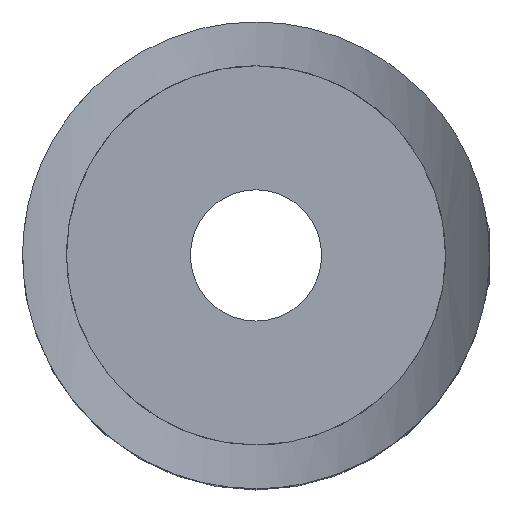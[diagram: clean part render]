
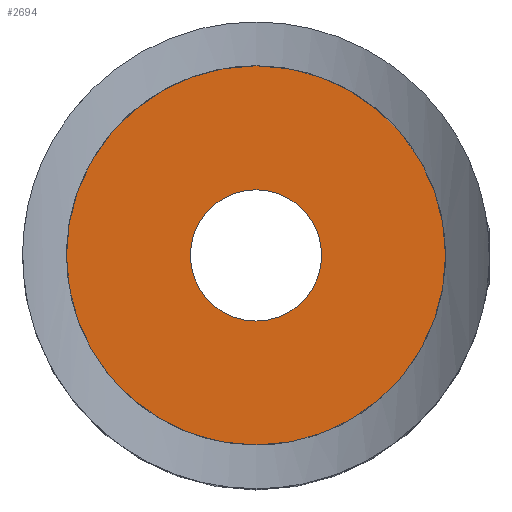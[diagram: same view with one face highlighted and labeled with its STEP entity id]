
A CAD part, top view. The second image highlights one B-rep face of the part: STEP entity #2694.
In plain terms, the highlighted planar face has unit normal (0, 0, 1).
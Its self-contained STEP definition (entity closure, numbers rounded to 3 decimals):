
#73 = CARTESIAN_POINT ( 'NONE',  ( 0., 0., -1.5 ) ) ;
#204 = CARTESIAN_POINT ( 'NONE',  ( 0., 4.5, -1.5 ) ) ;
#377 = DIRECTION ( 'NONE',  ( 0., 0., -1. ) ) ;
#454 = DIRECTION ( 'NONE',  ( 0., -1., 0. ) ) ;
#518 = FACE_OUTER_BOUND ( 'NONE', #2745, .T. ) ;
#561 = CIRCLE ( 'NONE', #2245, 13. ) ;
#611 = AXIS2_PLACEMENT_3D ( 'NONE', #1153, #2696, #1964 ) ;
#737 = EDGE_LOOP ( 'NONE', ( #2698, #1363 ) ) ;
#800 = AXIS2_PLACEMENT_3D ( 'NONE', #1765, #3306, #3289 ) ;
#863 = DIRECTION ( 'NONE',  ( 0., 1., 0. ) ) ;
#888 = EDGE_CURVE ( 'NONE', #2185, #3226, #1253, .T. ) ;
#993 = CARTESIAN_POINT ( 'NONE',  ( 0., 0., -1.5 ) ) ;
#999 = DIRECTION ( 'NONE',  ( 0., 1., 0. ) ) ;
#1026 = AXIS2_PLACEMENT_3D ( 'NONE', #1532, #1555, #999 ) ;
#1153 = CARTESIAN_POINT ( 'NONE',  ( 0., 0., -1.5 ) ) ;
#1253 = CIRCLE ( 'NONE', #1026, 13. ) ;
#1257 = VERTEX_POINT ( 'NONE', #1449 ) ;
#1363 = ORIENTED_EDGE ( 'NONE', *, *, #2603, .F. ) ;
#1391 = CARTESIAN_POINT ( 'NONE',  ( 0., -13., -1.5 ) ) ;
#1449 = CARTESIAN_POINT ( 'NONE',  ( 0., -4.5, -1.5 ) ) ;
#1532 = CARTESIAN_POINT ( 'NONE',  ( 0., 0., -1.5 ) ) ;
#1555 = DIRECTION ( 'NONE',  ( 0., 0., -1. ) ) ;
#1576 = AXIS2_PLACEMENT_3D ( 'NONE', #993, #2767, #454 ) ;
#1765 = CARTESIAN_POINT ( 'NONE',  ( 0., 0., -1.5 ) ) ;
#1767 = EDGE_CURVE ( 'NONE', #3226, #2185, #561, .T. ) ;
#1790 = ORIENTED_EDGE ( 'NONE', *, *, #1767, .F. ) ;
#1828 = EDGE_CURVE ( 'NONE', #2069, #1257, #2844, .T. ) ;
#1922 = CIRCLE ( 'NONE', #1576, 4.5 ) ;
#1964 = DIRECTION ( 'NONE',  ( 0., -1., 0. ) ) ;
#2016 = PLANE ( 'NONE',  #800 ) ;
#2069 = VERTEX_POINT ( 'NONE', #204 ) ;
#2185 = VERTEX_POINT ( 'NONE', #2577 ) ;
#2245 = AXIS2_PLACEMENT_3D ( 'NONE', #73, #377, #863 ) ;
#2269 = ORIENTED_EDGE ( 'NONE', *, *, #888, .F. ) ;
#2577 = CARTESIAN_POINT ( 'NONE',  ( 0., 13., -1.5 ) ) ;
#2603 = EDGE_CURVE ( 'NONE', #1257, #2069, #1922, .T. ) ;
#2694 = ADVANCED_FACE ( 'NONE', ( #3125, #518 ), #2016, .T. ) ;
#2696 = DIRECTION ( 'NONE',  ( 0., 0., 1. ) ) ;
#2698 = ORIENTED_EDGE ( 'NONE', *, *, #1828, .F. ) ;
#2745 = EDGE_LOOP ( 'NONE', ( #2269, #1790 ) ) ;
#2767 = DIRECTION ( 'NONE',  ( 0., 0., 1. ) ) ;
#2844 = CIRCLE ( 'NONE', #611, 4.5 ) ;
#3125 = FACE_BOUND ( 'NONE', #737, .T. ) ;
#3226 = VERTEX_POINT ( 'NONE', #1391 ) ;
#3289 = DIRECTION ( 'NONE',  ( 0., -1., 0. ) ) ;
#3306 = DIRECTION ( 'NONE',  ( 0., 0., 1. ) ) ;
